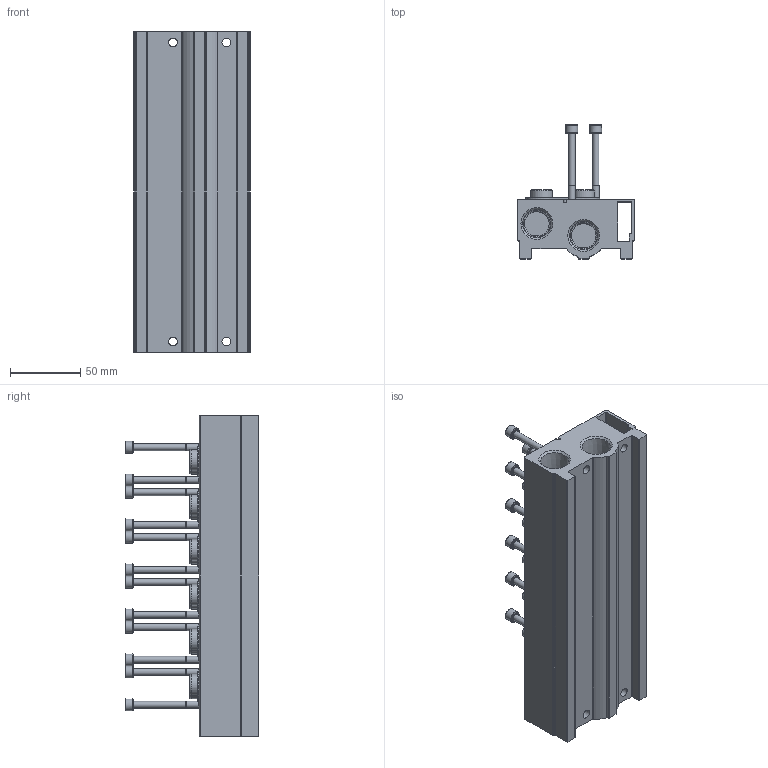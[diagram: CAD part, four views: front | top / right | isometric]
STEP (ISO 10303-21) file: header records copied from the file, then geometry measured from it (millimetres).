
FILE_DESCRIPTION(/* description */ ('STEP AP214'),/* implementation_level */ '2;1');
FILE_NAME(/* name */ '8026426_VABM-B10-30S-N12-6-P3',/* time_stamp */ '2024-09-15T23:35:44+02:00',/* author */ ('License CC BY-ND 4.0'),/* organization */ ('CADENAS'),/* preprocessor_version */ 'ST-DEVELOPER v19.3',/* originating_system */ 'PARTsolutions',/* authorisation */ ' ');
FILE_SCHEMA (('AUTOMOTIVE_DESIGN {1 0 10303 214 3 1 1}'));
Length unit declared in the file: millimetre
Products named in the file (5): 8026426 VABM-B10-30S-N12-6-P3; 8026426 VABM-B10-30S-N12-6-P3---(M); 1841579 VUVS-G38-2---(S); 2191444 F-M5x60-10.9; 31785 B-1/2-NPT---(Plug)
Assembly tree (21 placements, depth 2):
  8026426 VABM-B10-30S-N12-6-P3
    8026426 VABM-B10-30S-N12-6-P3---(M)
    1841579 VUVS-G38-2---(S)  x6
    2191444 F-M5x60-10.9  x12
    31785 B-1/2-NPT---(Plug)  x2
Bounding box: 83 x 95.4 x 228 mm (x, y, z)
Volume: 551754.8 mm3; surface area: 154196.9 mm2
Topology: 21 solids, 21 shells, 934 faces, 2291 edges, 1459 vertices
Faces by surface type: plane 442, cylinder 288, cone 168, torus 36
Full cylindrical faces by diameter (mm): 3.5 x1, 4.134 x13, 4.75 x12, 5 x12, 6.3 x4, 8.5 x12, 9 x12, 9.525 x2, 12 x12, 15.1 x12, 17.6 x2, 18.1 x12
Entity records: 8125 total; most frequent: CARTESIAN_POINT 1575, DIRECTION 1390, ORIENTED_EDGE 1126, EDGE_CURVE 563, AXIS2_PLACEMENT_3D 555, FACE_BOUND 449, EDGE_LOOP 434, VERTEX_POINT 430
